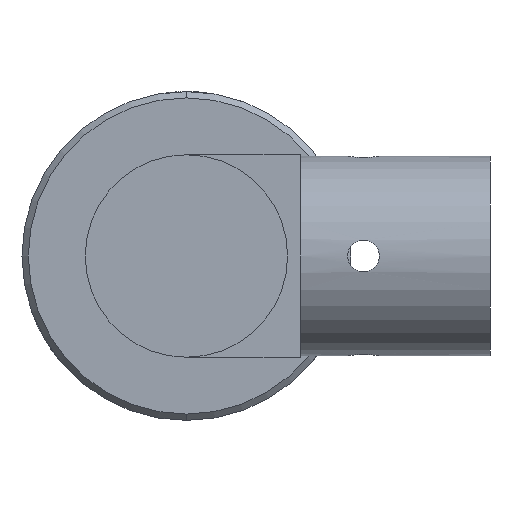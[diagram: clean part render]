
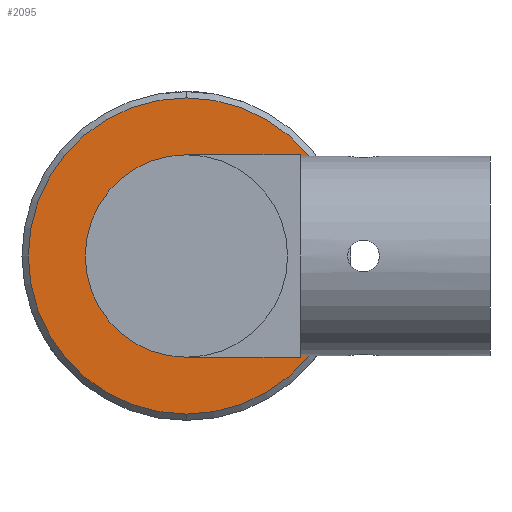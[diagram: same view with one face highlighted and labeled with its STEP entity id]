
A CAD part, left-side view. The second image highlights one B-rep face of the part: STEP entity #2095.
In plain terms, the highlighted planar face has unit normal (-1, 0, 0).
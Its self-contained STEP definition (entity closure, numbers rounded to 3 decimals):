
#46 = EDGE_CURVE ( 'NONE', #1738, #1232, #424, .T. ) ;
#61 = CIRCLE ( 'NONE', #1191, 8. ) ;
#186 = EDGE_CURVE ( 'NONE', #1083, #1371, #427, .T. ) ;
#189 = DIRECTION ( 'NONE',  ( 0., 0., 1. ) ) ;
#201 = DIRECTION ( 'NONE',  ( 0., 0., -1. ) ) ;
#244 = CARTESIAN_POINT ( 'NONE',  ( -10.5, 0., 8. ) ) ;
#313 = DIRECTION ( 'NONE',  ( 0., 0., 1. ) ) ;
#401 = AXIS2_PLACEMENT_3D ( 'NONE', #2196, #545, #189 ) ;
#424 = CIRCLE ( 'NONE', #401, 8. ) ;
#427 = CIRCLE ( 'NONE', #515, 12.5 ) ;
#515 = AXIS2_PLACEMENT_3D ( 'NONE', #1709, #1702, #589 ) ;
#521 = ORIENTED_EDGE ( 'NONE', *, *, #46, .T. ) ;
#545 = DIRECTION ( 'NONE',  ( 1., 0., 0. ) ) ;
#574 = EDGE_LOOP ( 'NONE', ( #1913, #521 ) ) ;
#589 = DIRECTION ( 'NONE',  ( 0., 0., -1. ) ) ;
#642 = CIRCLE ( 'NONE', #1239, 12.5 ) ;
#725 = ORIENTED_EDGE ( 'NONE', *, *, #1127, .F. ) ;
#787 = PLANE ( 'NONE',  #1604 ) ;
#970 = CARTESIAN_POINT ( 'NONE',  ( -10.5, -12.65, 12.65 ) ) ;
#1017 = DIRECTION ( 'NONE',  ( 0., 0., -1. ) ) ;
#1083 = VERTEX_POINT ( 'NONE', #1655 ) ;
#1090 = DIRECTION ( 'NONE',  ( 1., 0., 0. ) ) ;
#1127 = EDGE_CURVE ( 'NONE', #1371, #1083, #642, .T. ) ;
#1190 = CARTESIAN_POINT ( 'NONE',  ( -10.5, 0., -8. ) ) ;
#1191 = AXIS2_PLACEMENT_3D ( 'NONE', #1790, #1763, #313 ) ;
#1204 = EDGE_LOOP ( 'NONE', ( #2077, #725 ) ) ;
#1232 = VERTEX_POINT ( 'NONE', #244 ) ;
#1239 = AXIS2_PLACEMENT_3D ( 'NONE', #1816, #1090, #201 ) ;
#1363 = FACE_BOUND ( 'NONE', #574, .T. ) ;
#1371 = VERTEX_POINT ( 'NONE', #1567 ) ;
#1385 = DIRECTION ( 'NONE',  ( 1., 0., 0. ) ) ;
#1486 = FACE_OUTER_BOUND ( 'NONE', #1204, .T. ) ;
#1567 = CARTESIAN_POINT ( 'NONE',  ( -10.5, 0., 12.5 ) ) ;
#1604 = AXIS2_PLACEMENT_3D ( 'NONE', #970, #1385, #1017 ) ;
#1655 = CARTESIAN_POINT ( 'NONE',  ( -10.5, 0., -12.5 ) ) ;
#1702 = DIRECTION ( 'NONE',  ( 1., 0., 0. ) ) ;
#1709 = CARTESIAN_POINT ( 'NONE',  ( -10.5, 0., 0. ) ) ;
#1738 = VERTEX_POINT ( 'NONE', #1190 ) ;
#1763 = DIRECTION ( 'NONE',  ( 1., 0., 0. ) ) ;
#1790 = CARTESIAN_POINT ( 'NONE',  ( -10.5, 0., 0. ) ) ;
#1816 = CARTESIAN_POINT ( 'NONE',  ( -10.5, 0., 0. ) ) ;
#1913 = ORIENTED_EDGE ( 'NONE', *, *, #2229, .T. ) ;
#2077 = ORIENTED_EDGE ( 'NONE', *, *, #186, .F. ) ;
#2095 = ADVANCED_FACE ( 'NONE', ( #1363, #1486 ), #787, .F. ) ;
#2196 = CARTESIAN_POINT ( 'NONE',  ( -10.5, 0., 0. ) ) ;
#2229 = EDGE_CURVE ( 'NONE', #1232, #1738, #61, .T. ) ;
